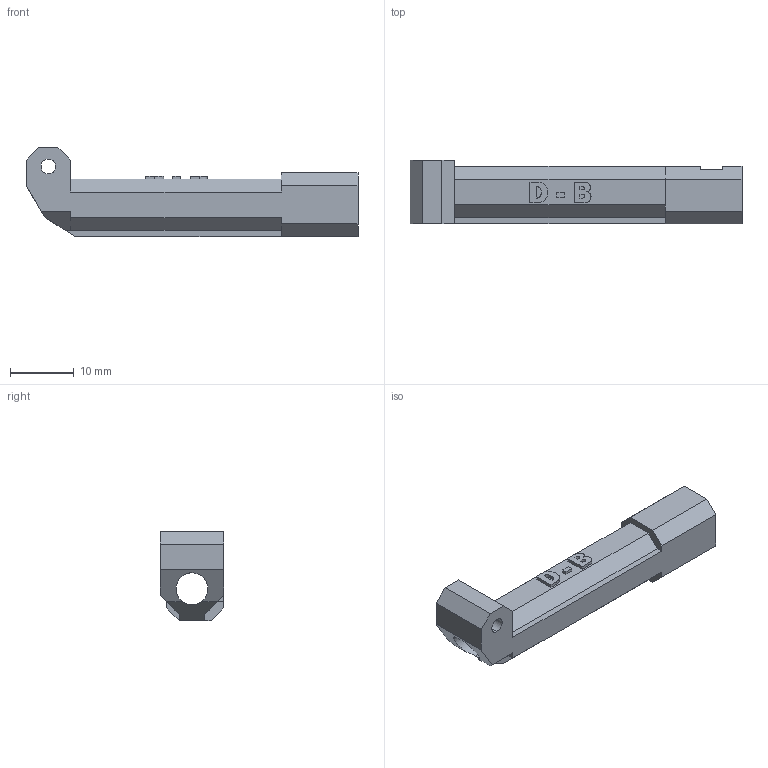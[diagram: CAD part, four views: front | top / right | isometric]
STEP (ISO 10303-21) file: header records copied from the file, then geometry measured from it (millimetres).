
FILE_DESCRIPTION (( 'STEP AP203' ), '1' );
FILE_NAME ('15.) Dipper and Bucket Push rod.STEP', '2024-04-05T15:08:11', ( '' ), ( '' ), 'SwSTEP 2.0', 'SolidWorks 2024', '' );
FILE_SCHEMA (( 'CONFIG_CONTROL_DESIGN' ));
Length unit declared in the file: millimetre
Products named in the file (1): 15.) Dipper and Bucket Push rod
Bounding box: 52 x 10 x 14 mm (x, y, z)
Volume: 2658.4 mm3; surface area: 2801.7 mm2
Topology: 1 solids, 1 shells, 83 faces, 225 edges, 149 vertices
Faces by surface type: plane 65, bspline 12, cylinder 6
Entity records: 3206 total; most frequent: CARTESIAN_POINT 1106, ORIENTED_EDGE 450, DIRECTION 351, EDGE_CURVE 225, LINE 187, VECTOR 187, VERTEX_POINT 149, EDGE_LOOP 94
